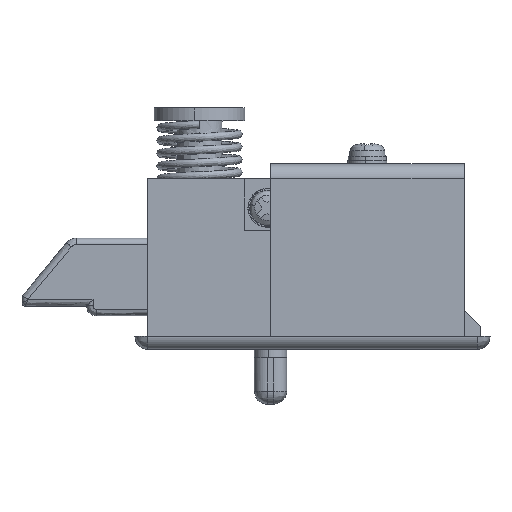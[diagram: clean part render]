
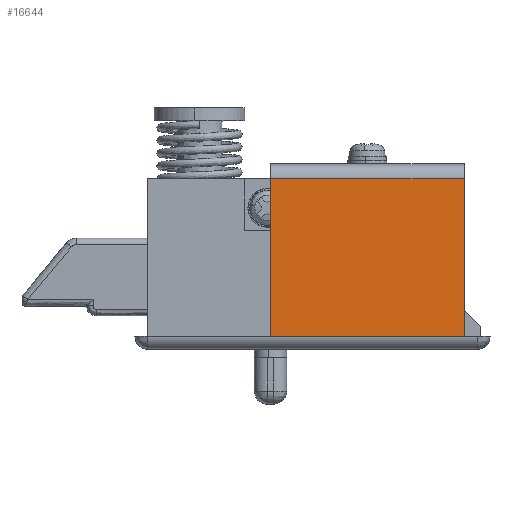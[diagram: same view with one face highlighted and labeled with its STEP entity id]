
A CAD part, top view. The second image highlights one B-rep face of the part: STEP entity #16644.
In plain terms, the highlighted free-form (B-spline) face has degree [1, 1] with [2, 2] control points.
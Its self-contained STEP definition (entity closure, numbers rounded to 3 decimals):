
#16442=CARTESIAN_POINT('',(41.,11.8,-50.0));
#16443=VERTEX_POINT('',#16442);
#16508=CARTESIAN_POINT('',(41.,11.8,-74.407));
#16509=VERTEX_POINT('',#16508);
#16523=CARTESIAN_POINT('',(41.,11.8,-74.407));
#16524=CARTESIAN_POINT('',(41.,11.8,-50.0));
#16525=QUASI_UNIFORM_CURVE('',1,(#16523,#16524),.UNSPECIFIED.,.F.,.U.);
#16526=EDGE_CURVE('',#16509,#16443,#16525,.T.);
#16536=CARTESIAN_POINT('',(11.,11.8,-50.0));
#16537=VERTEX_POINT('',#16536);
#16545=CARTESIAN_POINT('',(11.,11.8,-74.407));
#16546=VERTEX_POINT('',#16545);
#16547=CARTESIAN_POINT('',(11.,11.8,-74.407));
#16548=CARTESIAN_POINT('',(11.,11.8,-50.0));
#16549=QUASI_UNIFORM_CURVE('',1,(#16547,#16548),.UNSPECIFIED.,.F.,.U.);
#16550=EDGE_CURVE('',#16546,#16537,#16549,.T.);
#16625=CARTESIAN_POINT('',(9.502,11.8,-75.627));
#16626=CARTESIAN_POINT('',(9.502,11.8,-48.781));
#16627=CARTESIAN_POINT('',(42.499,11.8,-75.627));
#16628=CARTESIAN_POINT('',(42.499,11.8,-48.781));
#16629=B_SPLINE_SURFACE_WITH_KNOTS('',1,1,((#16625,#16627),(#16626,#16628)),.UNSPECIFIED.,.F.,.F.,.U.,(2,2),(2,2),(0.0,26.846),(0.0,32.997),.UNSPECIFIED.);
#16630=ORIENTED_EDGE('',*,*,#16526,.F.);
#16631=CARTESIAN_POINT('',(11.,11.8,-74.407));
#16632=CARTESIAN_POINT('',(41.,11.8,-74.407));
#16633=QUASI_UNIFORM_CURVE('',1,(#16631,#16632),.UNSPECIFIED.,.F.,.U.);
#16634=EDGE_CURVE('',#16546,#16509,#16633,.T.);
#16635=ORIENTED_EDGE('',*,*,#16634,.F.);
#16636=ORIENTED_EDGE('',*,*,#16550,.T.);
#16637=CARTESIAN_POINT('',(11.,11.8,-50.0));
#16638=CARTESIAN_POINT('',(41.,11.8,-50.0));
#16639=QUASI_UNIFORM_CURVE('',1,(#16637,#16638),.UNSPECIFIED.,.F.,.U.);
#16640=EDGE_CURVE('',#16537,#16443,#16639,.T.);
#16641=ORIENTED_EDGE('',*,*,#16640,.T.);
#16642=EDGE_LOOP('',(#16630,#16635,#16636,#16641));
#16643=FACE_OUTER_BOUND('',#16642,.T.);
#16644=ADVANCED_FACE('',(#16643),#16629,.T.);
